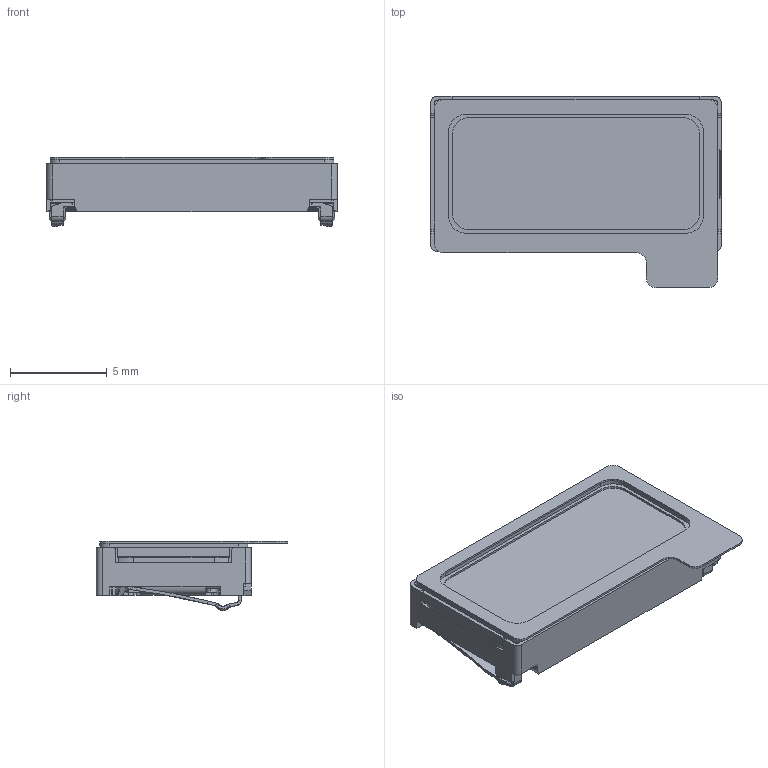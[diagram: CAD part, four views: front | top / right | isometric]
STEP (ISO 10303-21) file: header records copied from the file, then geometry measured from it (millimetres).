
FILE_DESCRIPTION (( 'STEP AP214' ), '1' );
FILE_NAME ('HDR9271-014033_Soliddata_190830.STEP', '2019-08-30T01:39:02', ( '' ), ( '' ), 'SwSTEP 2.0', 'SolidWorks 2018', '' );
FILE_SCHEMA (( 'AUTOMOTIVE_DESIGN' ));
Length unit declared in the file: millimetre
Products named in the file (1): HDR9271-014033_Soliddata_190830
Bounding box: 15 x 9.88 x 3.56 mm (x, y, z)
Volume: 287.2 mm3; surface area: 591.2 mm2
Topology: 3 solids, 4 shells, 554 faces, 1550 edges, 1005 vertices
Faces by surface type: plane 331, cylinder 197, bspline 12, torus 8, cone 6
Entity records: 18213 total; most frequent: CARTESIAN_POINT 3997, ORIENTED_EDGE 3100, DIRECTION 2822, EDGE_CURVE 1550, VECTOR 1040, LINE 1040, VERTEX_POINT 1005, AXIS2_PLACEMENT_3D 891
